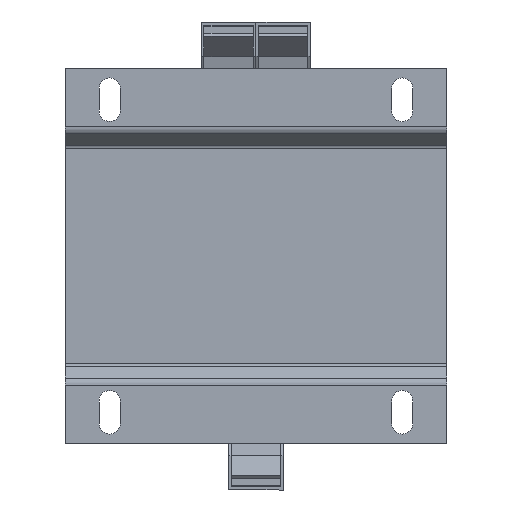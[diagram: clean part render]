
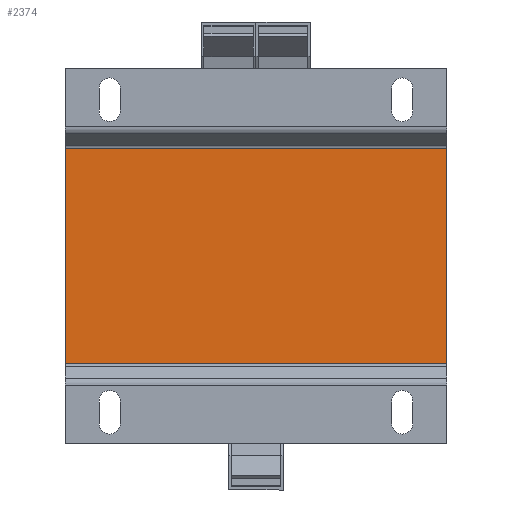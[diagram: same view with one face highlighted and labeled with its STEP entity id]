
A CAD part, front view. The second image highlights one B-rep face of the part: STEP entity #2374.
In plain terms, the highlighted planar face has unit normal (0, -1, 0).
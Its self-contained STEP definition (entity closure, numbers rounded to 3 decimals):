
#404 = DIRECTION ( 'NONE',  ( 0., 1., 0. ) ) ;
#898 = DIRECTION ( 'NONE',  ( 0., 0., 1. ) ) ;
#916 = ORIENTED_EDGE ( 'NONE', *, *, #6060, .T. ) ;
#1359 = VERTEX_POINT ( 'NONE', #4868 ) ;
#1562 = CARTESIAN_POINT ( 'NONE',  ( 0., -45.25, 29.684 ) ) ;
#1579 = DIRECTION ( 'NONE',  ( 0., 0., -1. ) ) ;
#1728 = CARTESIAN_POINT ( 'NONE',  ( -52.5, -45.25, 29.684 ) ) ;
#2051 = CARTESIAN_POINT ( 'NONE',  ( -52.5, -45.25, -29.684 ) ) ;
#2192 = CARTESIAN_POINT ( 'NONE',  ( 0., -45.25, 0. ) ) ;
#2374 = ADVANCED_FACE ( 'NONE', ( #2641 ), #8673, .F. ) ;
#2590 = CARTESIAN_POINT ( 'NONE',  ( 0., -45.25, -29.684 ) ) ;
#2641 = FACE_OUTER_BOUND ( 'NONE', #7914, .T. ) ;
#2725 = AXIS2_PLACEMENT_3D ( 'NONE', #2192, #404, #5435 ) ;
#3659 = VECTOR ( 'NONE', #5976, 1000. ) ;
#3881 = CARTESIAN_POINT ( 'NONE',  ( 52.5, -45.25, -51.5 ) ) ;
#4454 = VERTEX_POINT ( 'NONE', #1728 ) ;
#4765 = LINE ( 'NONE', #3881, #9778 ) ;
#4868 = CARTESIAN_POINT ( 'NONE',  ( 52.5, -45.25, -29.684 ) ) ;
#5028 = LINE ( 'NONE', #1562, #9658 ) ;
#5265 = ORIENTED_EDGE ( 'NONE', *, *, #8364, .F. ) ;
#5435 = DIRECTION ( 'NONE',  ( 0., 0., 1. ) ) ;
#5861 = LINE ( 'NONE', #2590, #3659 ) ;
#5976 = DIRECTION ( 'NONE',  ( -1., 0., 0. ) ) ;
#6060 = EDGE_CURVE ( 'NONE', #6870, #4454, #5028, .T. ) ;
#6560 = DIRECTION ( 'NONE',  ( -1., 0., 0. ) ) ;
#6568 = CARTESIAN_POINT ( 'NONE',  ( -52.5, -45.25, -51.5 ) ) ;
#6870 = VERTEX_POINT ( 'NONE', #7547 ) ;
#7180 = ORIENTED_EDGE ( 'NONE', *, *, #9373, .F. ) ;
#7187 = VECTOR ( 'NONE', #898, 1000. ) ;
#7547 = CARTESIAN_POINT ( 'NONE',  ( 52.5, -45.25, 29.684 ) ) ;
#7914 = EDGE_LOOP ( 'NONE', ( #7180, #916, #9589, #5265 ) ) ;
#8364 = EDGE_CURVE ( 'NONE', #1359, #9245, #5861, .T. ) ;
#8673 = PLANE ( 'NONE',  #2725 ) ;
#9104 = LINE ( 'NONE', #6568, #7187 ) ;
#9245 = VERTEX_POINT ( 'NONE', #2051 ) ;
#9373 = EDGE_CURVE ( 'NONE', #6870, #1359, #4765, .T. ) ;
#9589 = ORIENTED_EDGE ( 'NONE', *, *, #9888, .F. ) ;
#9658 = VECTOR ( 'NONE', #6560, 1000. ) ;
#9778 = VECTOR ( 'NONE', #1579, 1000. ) ;
#9888 = EDGE_CURVE ( 'NONE', #9245, #4454, #9104, .T. ) ;
